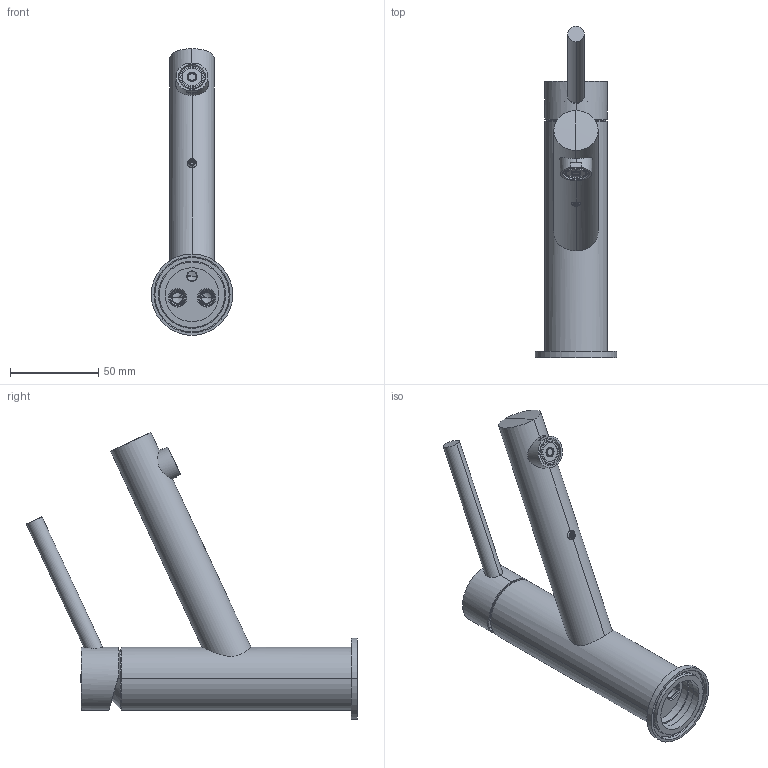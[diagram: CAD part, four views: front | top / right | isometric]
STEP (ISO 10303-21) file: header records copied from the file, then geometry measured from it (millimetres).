
FILE_DESCRIPTION((''),'2;1');
FILE_NAME('MI071CR','2021-11-09T13:27:13',('ut3'),('PAFFONI SpA'),'CREO PARAMETRIC BY PTC INC, 2020044','CREO PARAMETRIC BY PTC INC, 2020044','');
FILE_SCHEMA(('CONFIG_CONTROL_DESIGN','SHAPE_APPEARANCE_LAYERS_GROUPS'));
Length unit declared in the file: millimetre
Products named in the file (1): MI071CR
Bounding box: 46 x 187.04 x 162.1 mm (x, y, z)
Volume: 170301.2 mm3; surface area: 67701.8 mm2
Topology: 1 solids, 2 shells, 578 faces, 1465 edges, 901 vertices
Faces by surface type: cylinder 228, plane 204, cone 95, torus 37, bspline 14
Entity records: 24323 total; most frequent: CARTESIAN_POINT 6376, DIRECTION 3021, ORIENTED_EDGE 2894, EDGE_CURVE 1447, AXIS2_PLACEMENT_3D 1204, VERTEX_POINT 901, EDGE_LOOP 648, CIRCLE 640
